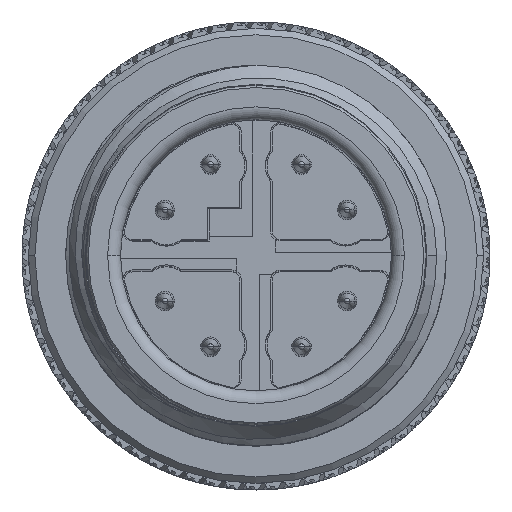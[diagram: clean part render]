
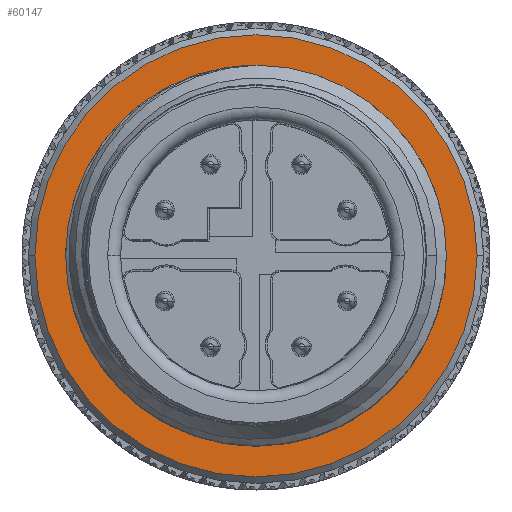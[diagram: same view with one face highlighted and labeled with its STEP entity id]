
A CAD part, top view. The second image highlights one B-rep face of the part: STEP entity #60147.
In plain terms, the highlighted planar face has unit normal (0, 0, 1).
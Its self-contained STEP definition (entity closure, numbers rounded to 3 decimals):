
#18750=CARTESIAN_POINT('',(0.,0.,5.));
#18751=DIRECTION('',(0.,0.,-1.));
#18752=DIRECTION('',(1.,0.,0.));
#18753=AXIS2_PLACEMENT_3D('',#18750,#18751,#18752);
#18758=CARTESIAN_POINT('',(0.,0.,5.));
#18759=DIRECTION('',(0.,0.,-1.));
#18760=DIRECTION('',(-1.,0.,0.));
#18761=AXIS2_PLACEMENT_3D('',#18758,#18759,#18760);
#18766=CARTESIAN_POINT('',(0.,0.,5.));
#18767=DIRECTION('',(0.,0.,1.));
#18768=DIRECTION('',(-1.,0.,0.));
#18769=AXIS2_PLACEMENT_3D('',#18766,#18767,#18768);
#18774=CARTESIAN_POINT('',(0.,0.,5.));
#18775=DIRECTION('',(0.,0.,1.));
#18776=DIRECTION('',(1.,0.,0.));
#18777=AXIS2_PLACEMENT_3D('',#18774,#18775,#18776);
#42052=CARTESIAN_POINT('',(5.9,0.,5.));
#42053=CARTESIAN_POINT('',(-5.9,0.,5.));
#42054=VERTEX_POINT('',#42052);
#42055=VERTEX_POINT('',#42053);
#47761=CARTESIAN_POINT('',(-6.853,0.,5.));
#47762=CARTESIAN_POINT('',(6.853,0.,5.));
#47763=VERTEX_POINT('',#47761);
#47764=VERTEX_POINT('',#47762);
#60131=CARTESIAN_POINT('',(0.,0.,5.));
#60132=DIRECTION('',(0.,0.,1.));
#60133=DIRECTION('',(1.,0.,0.));
#60134=AXIS2_PLACEMENT_3D('',#60131,#60132,#60133);
#60135=PLANE('',#60134);
#60137=ORIENTED_EDGE('',*,*,#60136,.F.);
#60138=ORIENTED_EDGE('',*,*,#60121,.F.);
#60139=EDGE_LOOP('',(#60137,#60138));
#60140=FACE_OUTER_BOUND('',#60139,.F.);
#60142=ORIENTED_EDGE('',*,*,#60141,.F.);
#60144=ORIENTED_EDGE('',*,*,#60143,.F.);
#60145=EDGE_LOOP('',(#60142,#60144));
#60146=FACE_BOUND('',#60145,.F.);
#18754=CIRCLE('',#18753,5.9);
#18762=CIRCLE('',#18761,5.9);
#18770=CIRCLE('',#18769,6.853);
#18778=CIRCLE('',#18777,6.853);
#60121=EDGE_CURVE('',#47764,#47763,#18778,.T.);
#60136=EDGE_CURVE('',#47763,#47764,#18770,.T.);
#60141=EDGE_CURVE('',#42054,#42055,#18754,.T.);
#60143=EDGE_CURVE('',#42055,#42054,#18762,.T.);
#60147=ADVANCED_FACE('',(#60140,#60146),#60135,.T.);
